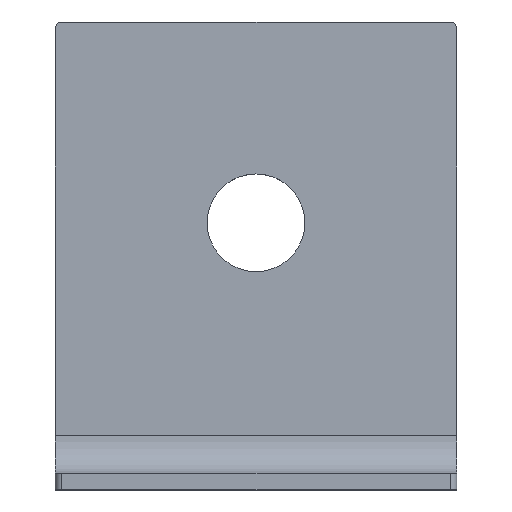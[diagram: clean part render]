
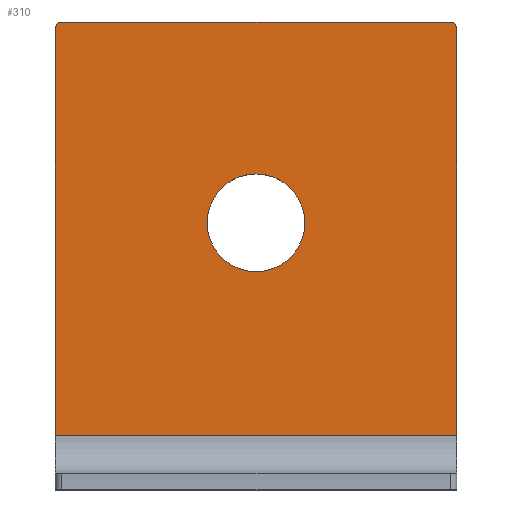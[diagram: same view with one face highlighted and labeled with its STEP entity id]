
A CAD part, top view. The second image highlights one B-rep face of the part: STEP entity #310.
In plain terms, the highlighted planar face has unit normal (0, 0, 1).
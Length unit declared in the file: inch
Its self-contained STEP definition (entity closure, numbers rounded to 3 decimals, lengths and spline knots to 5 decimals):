
#16=FACE_BOUND($,#55,.T.);
#17=FACE_BOUND($,#56,.T.);
#27=PLANE($,#340);
#55=EDGE_LOOP($,(#243));
#56=EDGE_LOOP($,(#244,#245,#246,#247,#248,#249));
#84=LINE($,#495,#108);
#87=LINE($,#509,#111);
#88=LINE($,#513,#112);
#89=LINE($,#514,#113);
#108=VECTOR($,#396,1.87305);
#111=VECTOR($,#411,1.7875);
#112=VECTOR($,#414,1.87305);
#113=VECTOR($,#415,1.85);
#129=CIRCLE($,#338,0.03125);
#131=CIRCLE($,#341,0.225);
#132=CIRCLE($,#342,0.03125);
#153=VERTEX_POINT($,#492);
#154=VERTEX_POINT($,#494);
#156=VERTEX_POINT($,#500);
#158=VERTEX_POINT($,#506);
#159=VERTEX_POINT($,#508);
#160=VERTEX_POINT($,#510);
#161=VERTEX_POINT($,#512);
#187=EDGE_CURVE($,#153,#154,#84,.T.);
#190=EDGE_CURVE($,#156,#153,#129,.T.);
#193=EDGE_CURVE($,#158,#158,#131,.T.);
#194=EDGE_CURVE($,#159,#156,#87,.T.);
#195=EDGE_CURVE($,#160,#159,#132,.T.);
#196=EDGE_CURVE($,#160,#161,#88,.T.);
#197=EDGE_CURVE($,#161,#154,#89,.T.);
#243=ORIENTED_EDGE($,*,*,#193,.T.);
#244=ORIENTED_EDGE($,*,*,#190,.F.);
#245=ORIENTED_EDGE($,*,*,#194,.F.);
#246=ORIENTED_EDGE($,*,*,#195,.F.);
#247=ORIENTED_EDGE($,*,*,#196,.T.);
#248=ORIENTED_EDGE($,*,*,#197,.T.);
#249=ORIENTED_EDGE($,*,*,#187,.F.);
#310=ADVANCED_FACE($,(#16,#17),#27,.T.);
#338=AXIS2_PLACEMENT_3D($,#501,#402,#403);
#340=AXIS2_PLACEMENT_3D($,#505,#407,#408);
#341=AXIS2_PLACEMENT_3D($,#507,#409,#410);
#342=AXIS2_PLACEMENT_3D($,#511,#412,#413);
#396=DIRECTION($,(0.,-1.,0.));
#402=DIRECTION('center_axis',(0.,0.,-1.));
#403=DIRECTION('ref_axis',(0.707,0.707,0.));
#407=DIRECTION('center_axis',(0.,0.,1.));
#408=DIRECTION('ref_axis',(0.,-1.,0.));
#409=DIRECTION('center_axis',(0.,0.,-1.));
#410=DIRECTION('ref_axis',(-1.,0.,0.));
#411=DIRECTION($,(1.,0.,0.));
#412=DIRECTION('center_axis',(0.,0.,-1.));
#413=DIRECTION('ref_axis',(-0.707,0.707,0.));
#414=DIRECTION($,(0.,-1.,0.));
#415=DIRECTION($,(1.,0.,0.));
#492=CARTESIAN_POINT('',(1.85,-0.03125,0.0747));
#494=CARTESIAN_POINT('',(1.85,-1.9043,0.0747));
#495=CARTESIAN_POINT($,(1.85,0.,0.0747));
#500=CARTESIAN_POINT('',(1.81875,0.,0.0747));
#501=CARTESIAN_POINT('Origin',(1.81875,-0.03125,0.0747));
#505=CARTESIAN_POINT('Origin',(0.,0.,0.0747));
#506=CARTESIAN_POINT('',(1.15,-0.925,0.0747));
#507=CARTESIAN_POINT('Origin',(0.925,-0.925,0.0747));
#508=CARTESIAN_POINT('',(0.03125,0.,0.0747));
#509=CARTESIAN_POINT($,(0.,0.,0.0747));
#510=CARTESIAN_POINT('',(0.,-0.03125,0.0747));
#511=CARTESIAN_POINT('Origin',(0.03125,-0.03125,0.0747));
#512=CARTESIAN_POINT('',(0.,-1.9043,0.0747));
#513=CARTESIAN_POINT($,(0.,0.,0.0747));
#514=CARTESIAN_POINT($,(0.,-1.9043,0.0747));
